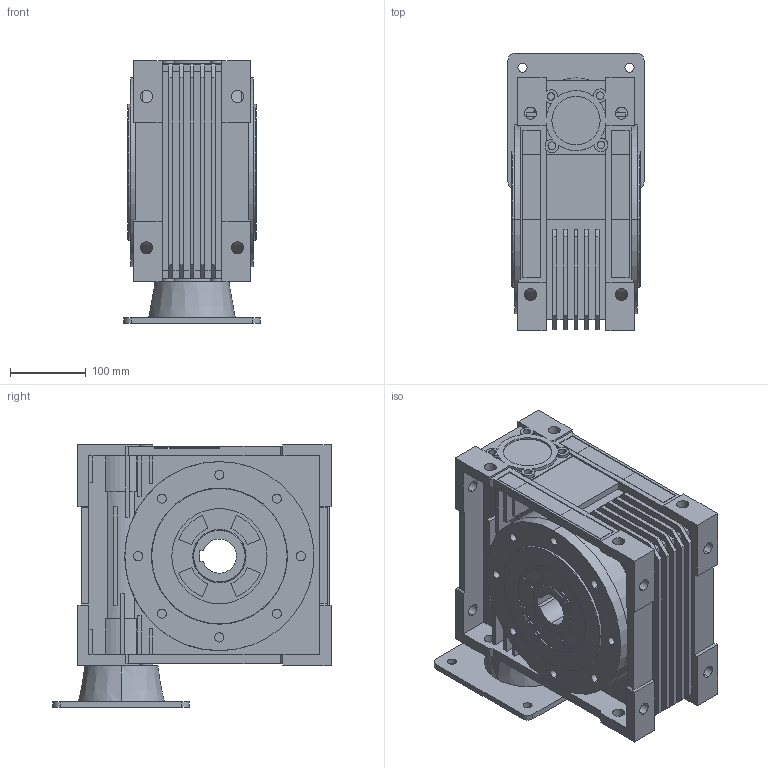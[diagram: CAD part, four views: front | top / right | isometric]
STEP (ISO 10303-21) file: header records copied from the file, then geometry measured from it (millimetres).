
FILE_DESCRIPTION (( 'STEP AP214' ), '1' );
FILE_NAME ('STP_3.5KW伺服_35_无_不配附件_空心轴.step', '2021-06-28T05:02:30', ( 'IT Division' ), ( 'IT' ), 'SwSTEP 2.0', 'SolidWorks 2016', '' );
FILE_SCHEMA (( 'AUTOMOTIVE_DESIGN' ));
Length unit declared in the file: millimetre
Products named in the file (1): STP_3.5KW伺服_35_无_不配附件_空心轴
Bounding box: 180 x 367.5 x 347.5 mm (x, y, z)
Volume: 12396726.5 mm3; surface area: 844471.7 mm2
Topology: 1 solids, 4 shells, 703 faces, 1804 edges, 1182 vertices
Faces by surface type: plane 457, cylinder 215, cone 17, torus 14
Entity records: 22747 total; most frequent: CARTESIAN_POINT 3754, DIRECTION 3739, ORIENTED_EDGE 3608, EDGE_CURVE 1804, LINE 1269, VECTOR 1269, AXIS2_PLACEMENT_3D 1235, VERTEX_POINT 1182
